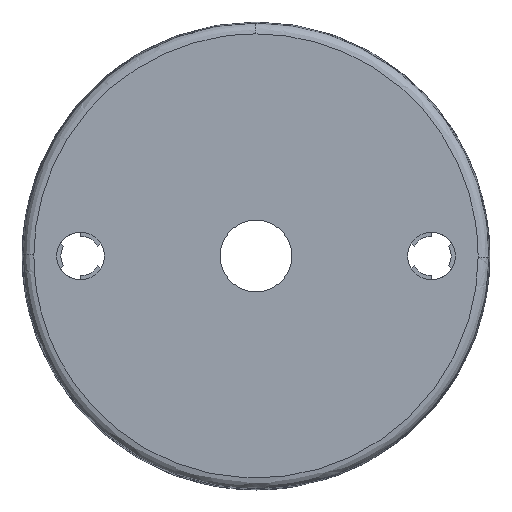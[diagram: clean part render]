
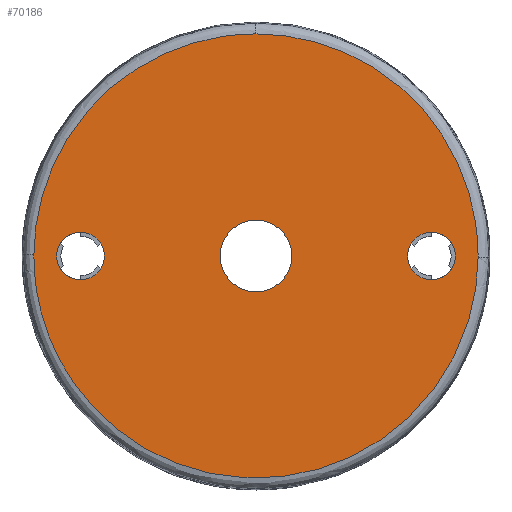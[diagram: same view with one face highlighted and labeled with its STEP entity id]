
A CAD part, front view. The second image highlights one B-rep face of the part: STEP entity #70186.
In plain terms, the highlighted planar face has unit normal (0, -1, 0).
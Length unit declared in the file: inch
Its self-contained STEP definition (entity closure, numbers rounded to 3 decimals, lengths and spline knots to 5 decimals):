
#231 = EDGE_CURVE ( 'NONE', #9059, #64460, #38052, .T. ) ;
#411 = DIRECTION ( 'NONE',  ( 0.003, 0., 1. ) ) ;
#2601 = FACE_OUTER_BOUND ( 'NONE', #22316, .T. ) ;
#2720 = VERTEX_POINT ( 'NONE', #71347 ) ;
#3619 = CIRCLE ( 'NONE', #31120, 0.08812 ) ;
#4896 = DIRECTION ( 'NONE',  ( -0.003, 0., -1. ) ) ;
#5251 = DIRECTION ( 'NONE',  ( 0., 0., 1. ) ) ;
#9059 = VERTEX_POINT ( 'NONE', #28353 ) ;
#9171 = EDGE_LOOP ( 'NONE', ( #10736, #37551 ) ) ;
#9626 = CARTESIAN_POINT ( 'NONE',  ( 0.48159, -0.57087, 0.82213 ) ) ;
#10260 = VERTEX_POINT ( 'NONE', #68199 ) ;
#10736 = ORIENTED_EDGE ( 'NONE', *, *, #49591, .F. ) ;
#12662 = CARTESIAN_POINT ( 'NONE',  ( -0.47916, -0.57087, 0.82213 ) ) ;
#13399 = DIRECTION ( 'NONE',  ( 0., 0., 1. ) ) ;
#14730 = AXIS2_PLACEMENT_3D ( 'NONE', #74617, #33157, #28443 ) ;
#14803 = AXIS2_PLACEMENT_3D ( 'NONE', #66982, #14922, #13399 ) ;
#14905 = EDGE_CURVE ( 'NONE', #64460, #67669, #74715, .T. ) ;
#14922 = DIRECTION ( 'NONE',  ( 0., -1., 0. ) ) ;
#15604 = CARTESIAN_POINT ( 'NONE',  ( 0.82213, -0.57087, 0. ) ) ;
#17824 = EDGE_CURVE ( 'NONE', #28087, #10260, #55720, .T. ) ;
#18173 = ORIENTED_EDGE ( 'NONE', *, *, #69411, .F. ) ;
#21365 = DIRECTION ( 'NONE',  ( 1., 0., 0. ) ) ;
#21736 = CARTESIAN_POINT ( 'NONE',  ( 0.82213, -0.57087, 0.48159 ) ) ;
#21934 = ORIENTED_EDGE ( 'NONE', *, *, #231, .F. ) ;
#22316 = EDGE_LOOP ( 'NONE', ( #36488, #21934, #72732, #29507, #66095 ) ) ;
#24052 = EDGE_CURVE ( 'NONE', #34868, #24366, #74520, .T. ) ;
#24366 = VERTEX_POINT ( 'NONE', #43635 ) ;
#26021 = VERTEX_POINT ( 'NONE', #45181 ) ;
#26326 = CARTESIAN_POINT ( 'NONE',  ( 0.64961, -0.57087, 0. ) ) ;
#26876 =( BOUNDED_CURVE ( )  B_SPLINE_CURVE ( 3, ( #36812, #31736, #67336, #32115 ),
 .UNSPECIFIED., .F., .T. ) 
 B_SPLINE_CURVE_WITH_KNOTS ( ( 4, 4 ),
 ( 0., 1. ),
 .UNSPECIFIED. ) 
 CURVE ( )  GEOMETRIC_REPRESENTATION_ITEM ( )  RATIONAL_B_SPLINE_CURVE ( ( 1., 0.335, 0.335, 1. ) ) 
 REPRESENTATION_ITEM ( '' )  );
#26979 = CARTESIAN_POINT ( 'NONE',  ( 0.64961, -0.57087, 0.08812 ) ) ;
#27236 = CARTESIAN_POINT ( 'NONE',  ( 0., -0.57087, 0.82213 ) ) ;
#27250 = DIRECTION ( 'NONE',  ( 0., 1., 0. ) ) ;
#27323 = CIRCLE ( 'NONE', #14803, 0.13264 ) ;
#27954 = CARTESIAN_POINT ( 'NONE',  ( -0.64961, -0.57087, 0. ) ) ;
#28087 = VERTEX_POINT ( 'NONE', #26979 ) ;
#28353 = CARTESIAN_POINT ( 'NONE',  ( -0.82212, -0.57087, 0.00524 ) ) ;
#28443 = DIRECTION ( 'NONE',  ( 0., 0., 1. ) ) ;
#28755 = CARTESIAN_POINT ( 'NONE',  ( 0.82213, -0.57087, 0. ) ) ;
#29507 = ORIENTED_EDGE ( 'NONE', *, *, #76422, .F. ) ;
#31070 = VERTEX_POINT ( 'NONE', #31813 ) ;
#31120 = AXIS2_PLACEMENT_3D ( 'NONE', #27954, #75280, #5251 ) ;
#31695 = DIRECTION ( 'NONE',  ( 0., -1., 0. ) ) ;
#31736 = CARTESIAN_POINT ( 'NONE',  ( 0.8117, -0.57087, -1.63905 ) ) ;
#31813 = CARTESIAN_POINT ( 'NONE',  ( 0.82212, -0.57087, -0.00524 ) ) ;
#32115 = CARTESIAN_POINT ( 'NONE',  ( -0.82213, -0.57087, 0. ) ) ;
#33113 = PLANE ( 'NONE',  #63497 ) ;
#33157 = DIRECTION ( 'NONE',  ( 0., -1., 0. ) ) ;
#34042 = VECTOR ( 'NONE', #4896, 39.37008 ) ;
#34637 = EDGE_CURVE ( 'NONE', #67669, #31070, #40475, .T. ) ;
#34868 = VERTEX_POINT ( 'NONE', #75212 ) ;
#36488 = ORIENTED_EDGE ( 'NONE', *, *, #14905, .F. ) ;
#36507 = CARTESIAN_POINT ( 'NONE',  ( 0., -0.57087, 0.82213 ) ) ;
#36560 = CARTESIAN_POINT ( 'NONE',  ( -0.64961, -0.57087, 0. ) ) ;
#36812 = CARTESIAN_POINT ( 'NONE',  ( 0.82212, -0.57087, -0.00524 ) ) ;
#37170 = LINE ( 'NONE', #60647, #56922 ) ;
#37551 = ORIENTED_EDGE ( 'NONE', *, *, #24052, .F. ) ;
#38052 =( BOUNDED_CURVE ( )  B_SPLINE_CURVE ( 3, ( #59219, #66248, #12662, #36507 ),
 .UNSPECIFIED., .F., .T. ) 
 B_SPLINE_CURVE_WITH_KNOTS ( ( 4, 4 ),
 ( 0., 1. ),
 .UNSPECIFIED. ) 
 CURVE ( )  GEOMETRIC_REPRESENTATION_ITEM ( )  RATIONAL_B_SPLINE_CURVE ( ( 1., 0.806, 0.806, 1. ) ) 
 REPRESENTATION_ITEM ( '' )  );
#39258 = EDGE_CURVE ( 'NONE', #54406, #9059, #37170, .T. ) ;
#40475 = LINE ( 'NONE', #28755, #34042 ) ;
#41293 = CARTESIAN_POINT ( 'NONE',  ( 0., -0.57087, 0.82213 ) ) ;
#42524 = CIRCLE ( 'NONE', #56224, 0.08812 ) ;
#43635 = CARTESIAN_POINT ( 'NONE',  ( 0., -0.57087, 0.13264 ) ) ;
#45181 = CARTESIAN_POINT ( 'NONE',  ( -0.64961, -0.57087, 0.08812 ) ) ;
#48302 = DIRECTION ( 'NONE',  ( 0., -1., 0. ) ) ;
#49591 = EDGE_CURVE ( 'NONE', #24366, #34868, #27323, .T. ) ;
#50168 = DIRECTION ( 'NONE',  ( 0., 0., 1. ) ) ;
#54406 = VERTEX_POINT ( 'NONE', #73809 ) ;
#55720 = CIRCLE ( 'NONE', #68255, 0.08812 ) ;
#56031 = ORIENTED_EDGE ( 'NONE', *, *, #17824, .F. ) ;
#56174 = FACE_BOUND ( 'NONE', #9171, .T. ) ;
#56224 = AXIS2_PLACEMENT_3D ( 'NONE', #26326, #74820, #50168 ) ;
#56922 = VECTOR ( 'NONE', #411, 39.37008 ) ;
#56944 = CARTESIAN_POINT ( 'NONE',  ( 0., -0.57087, 0. ) ) ;
#57083 = EDGE_CURVE ( 'NONE', #10260, #28087, #42524, .T. ) ;
#59219 = CARTESIAN_POINT ( 'NONE',  ( -0.82212, -0.57087, 0.00524 ) ) ;
#59791 = EDGE_LOOP ( 'NONE', ( #18173, #65598 ) ) ;
#60647 = CARTESIAN_POINT ( 'NONE',  ( -0.82213, -0.57087, 0. ) ) ;
#62438 = FACE_BOUND ( 'NONE', #76434, .T. ) ;
#63497 = AXIS2_PLACEMENT_3D ( 'NONE', #56944, #27250, #21365 ) ;
#64460 = VERTEX_POINT ( 'NONE', #41293 ) ;
#65598 = ORIENTED_EDGE ( 'NONE', *, *, #75654, .F. ) ;
#66095 = ORIENTED_EDGE ( 'NONE', *, *, #34637, .F. ) ;
#66248 = CARTESIAN_POINT ( 'NONE',  ( -0.81906, -0.57087, 0.48439 ) ) ;
#66982 = CARTESIAN_POINT ( 'NONE',  ( 0., -0.57087, 0. ) ) ;
#67336 = CARTESIAN_POINT ( 'NONE',  ( -0.82213, -0.57087, -1.63384 ) ) ;
#67661 = DIRECTION ( 'NONE',  ( 0., 0., 1. ) ) ;
#67669 = VERTEX_POINT ( 'NONE', #15604 ) ;
#68199 = CARTESIAN_POINT ( 'NONE',  ( 0.64961, -0.57087, -0.08812 ) ) ;
#68255 = AXIS2_PLACEMENT_3D ( 'NONE', #72394, #31695, #67661 ) ;
#68490 = CIRCLE ( 'NONE', #73454, 0.08812 ) ;
#68705 = FACE_BOUND ( 'NONE', #59791, .T. ) ;
#69066 = CARTESIAN_POINT ( 'NONE',  ( 0.82213, -0.57087, 0. ) ) ;
#69411 = EDGE_CURVE ( 'NONE', #26021, #2720, #68490, .T. ) ;
#70186 = ADVANCED_FACE ( 'NONE', ( #68705, #62438, #56174, #2601 ), #33113, .F. ) ;
#71347 = CARTESIAN_POINT ( 'NONE',  ( -0.64961, -0.57087, -0.08812 ) ) ;
#72394 = CARTESIAN_POINT ( 'NONE',  ( 0.64961, -0.57087, 0. ) ) ;
#72732 = ORIENTED_EDGE ( 'NONE', *, *, #39258, .F. ) ;
#72933 = DIRECTION ( 'NONE',  ( 0., 0., 1. ) ) ;
#73454 = AXIS2_PLACEMENT_3D ( 'NONE', #36560, #48302, #72933 ) ;
#73809 = CARTESIAN_POINT ( 'NONE',  ( -0.82213, -0.57087, 0. ) ) ;
#74520 = CIRCLE ( 'NONE', #14730, 0.13264 ) ;
#74617 = CARTESIAN_POINT ( 'NONE',  ( 0., -0.57087, 0. ) ) ;
#74715 =( BOUNDED_CURVE ( )  B_SPLINE_CURVE ( 3, ( #27236, #9626, #21736, #69066 ),
 .UNSPECIFIED., .F., .T. ) 
 B_SPLINE_CURVE_WITH_KNOTS ( ( 4, 4 ),
 ( 0., 1. ),
 .UNSPECIFIED. ) 
 CURVE ( )  GEOMETRIC_REPRESENTATION_ITEM ( )  RATIONAL_B_SPLINE_CURVE ( ( 1., 0.805, 0.805, 1. ) ) 
 REPRESENTATION_ITEM ( '' )  );
#74820 = DIRECTION ( 'NONE',  ( 0., -1., 0. ) ) ;
#75212 = CARTESIAN_POINT ( 'NONE',  ( 0., -0.57087, -0.13264 ) ) ;
#75280 = DIRECTION ( 'NONE',  ( 0., -1., 0. ) ) ;
#75654 = EDGE_CURVE ( 'NONE', #2720, #26021, #3619, .T. ) ;
#76422 = EDGE_CURVE ( 'NONE', #31070, #54406, #26876, .T. ) ;
#76434 = EDGE_LOOP ( 'NONE', ( #56031, #77302 ) ) ;
#77302 = ORIENTED_EDGE ( 'NONE', *, *, #57083, .F. ) ;
